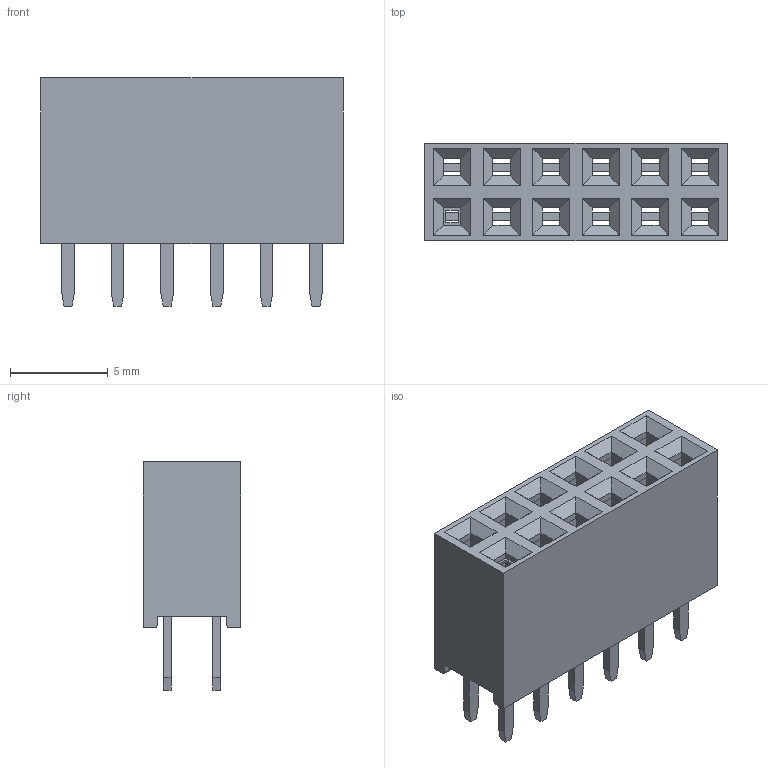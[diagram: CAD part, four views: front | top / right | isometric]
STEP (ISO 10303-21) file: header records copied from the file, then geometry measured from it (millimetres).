
FILE_DESCRIPTION(('FreeCAD Model'),'2;1');
FILE_NAME('female_header_2row_12pins.step', '2017-01-06T11:47:10',('Author'),(''), 'Open CASCADE STEP processor 6.8','FreeCAD','Unknown');
FILE_SCHEMA(('AUTOMOTIVE_DESIGN_CC2 { 1 2 10303 214 -1 1 5 4 }'));
Length unit declared in the file: millimetre
Products named in the file (2): ASSEMBLY; female_header_2row_12pins
Assembly tree (1 placements, depth 2):
  ASSEMBLY
    female_header_2row_12pins
Bounding box: 15.49 x 5 x 11.7 mm (x, y, z)
Volume: 287.1 mm3; surface area: 1370.6 mm2
Topology: 1 solids, 1 shells, 382 faces, 1078 edges, 688 vertices
Faces by surface type: plane 344, cylinder 38
Entity records: 32208 total; most frequent: CARTESIAN_POINT 7966, DIRECTION 3924, LINE 2930, VECTOR 2930, ORIENTED_EDGE 2156, PCURVE 2156, DEFINITIONAL_REPRESENTATION 2156, EDGE_CURVE 1078
